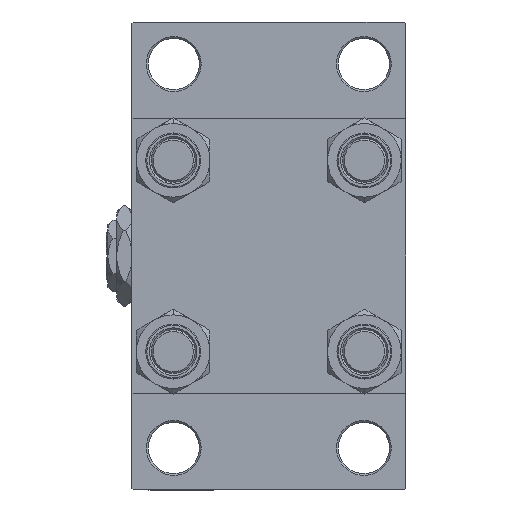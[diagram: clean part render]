
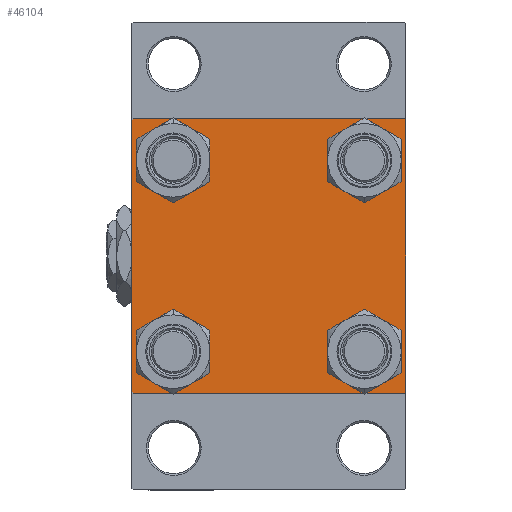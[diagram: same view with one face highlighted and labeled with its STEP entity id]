
A CAD part, left-side view. The second image highlights one B-rep face of the part: STEP entity #46104.
In plain terms, the highlighted planar face has unit normal (-1, 0, 0).
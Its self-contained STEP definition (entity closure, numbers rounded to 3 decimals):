
#472 = DIRECTION ( 'NONE',  ( 1., 0., 0. ) ) ;
#669 = DIRECTION ( 'NONE',  ( 0., -0.707, 0.707 ) ) ;
#986 = DIRECTION ( 'NONE',  ( 0., -0.707, -0.707 ) ) ;
#1210 = ORIENTED_EDGE ( 'NONE', *, *, #13107, .T. ) ;
#1530 = VERTEX_POINT ( 'NONE', #24104 ) ;
#1908 = LINE ( 'NONE', #46807, #4999 ) ;
#2331 = EDGE_CURVE ( 'NONE', #43057, #1530, #27199, .T. ) ;
#2828 = CIRCLE ( 'NONE', #18028, 6.5 ) ;
#2934 = LINE ( 'NONE', #45041, #8423 ) ;
#3063 = DIRECTION ( 'NONE',  ( 0., 0., 1. ) ) ;
#3408 = ORIENTED_EDGE ( 'NONE', *, *, #27986, .T. ) ;
#3661 = DIRECTION ( 'NONE',  ( 0., 0., -1. ) ) ;
#3726 = CARTESIAN_POINT ( 'NONE',  ( 0., -37.25, -37.25 ) ) ;
#3753 = EDGE_CURVE ( 'NONE', #23256, #44276, #11140, .T. ) ;
#3859 = CARTESIAN_POINT ( 'NONE',  ( 0., 37.5, 37.5 ) ) ;
#4270 = VERTEX_POINT ( 'NONE', #43721 ) ;
#4393 = VECTOR ( 'NONE', #33676, 1000. ) ;
#4742 = DIRECTION ( 'NONE',  ( 0., 0., 1. ) ) ;
#4908 = VERTEX_POINT ( 'NONE', #17704 ) ;
#4999 = VECTOR ( 'NONE', #43279, 1000. ) ;
#5390 = ORIENTED_EDGE ( 'NONE', *, *, #20530, .T. ) ;
#5601 = AXIS2_PLACEMENT_3D ( 'NONE', #47805, #36266, #17215 ) ;
#5854 = DIRECTION ( 'NONE',  ( 1., 0., 0. ) ) ;
#5975 = ORIENTED_EDGE ( 'NONE', *, *, #2331, .T. ) ;
#7609 = LINE ( 'NONE', #3859, #4393 ) ;
#7620 = CARTESIAN_POINT ( 'NONE',  ( 0., 26.15, -32.65 ) ) ;
#7716 = CARTESIAN_POINT ( 'NONE',  ( 0., -37.25, 37.25 ) ) ;
#8241 = EDGE_CURVE ( 'NONE', #42613, #11745, #49027, .T. ) ;
#8264 = VECTOR ( 'NONE', #669, 1000. ) ;
#8423 = VECTOR ( 'NONE', #18226, 1000. ) ;
#9222 = AXIS2_PLACEMENT_3D ( 'NONE', #49196, #22106, #3063 ) ;
#9286 = VERTEX_POINT ( 'NONE', #44212 ) ;
#9905 = ORIENTED_EDGE ( 'NONE', *, *, #3753, .T. ) ;
#10271 = VERTEX_POINT ( 'NONE', #22815 ) ;
#10538 = CARTESIAN_POINT ( 'NONE',  ( 0., 37.5, -37. ) ) ;
#10892 = CIRCLE ( 'NONE', #38890, 6.5 ) ;
#11140 = LINE ( 'NONE', #26421, #38368 ) ;
#11167 = CARTESIAN_POINT ( 'NONE',  ( 0., -37.5, 37.5 ) ) ;
#11455 = CARTESIAN_POINT ( 'NONE',  ( 0., 37., -37.5 ) ) ;
#11467 = ORIENTED_EDGE ( 'NONE', *, *, #21273, .T. ) ;
#11745 = VERTEX_POINT ( 'NONE', #32012 ) ;
#12063 = EDGE_LOOP ( 'NONE', ( #27449, #38283 ) ) ;
#13070 = CARTESIAN_POINT ( 'NONE',  ( 0., 37., 37.5 ) ) ;
#13107 = EDGE_CURVE ( 'NONE', #30667, #11745, #34767, .T. ) ;
#14080 = FACE_BOUND ( 'NONE', #28880, .T. ) ;
#15439 = DIRECTION ( 'NONE',  ( 1., 0., 0. ) ) ;
#15682 = DIRECTION ( 'NONE',  ( 0., 0., 1. ) ) ;
#15724 = ORIENTED_EDGE ( 'NONE', *, *, #36256, .T. ) ;
#15726 = LINE ( 'NONE', #7716, #22645 ) ;
#15770 = VERTEX_POINT ( 'NONE', #22316 ) ;
#15822 = VERTEX_POINT ( 'NONE', #10538 ) ;
#16521 = CARTESIAN_POINT ( 'NONE',  ( 0., 37.25, -37.25 ) ) ;
#16629 = DIRECTION ( 'NONE',  ( 0., 0., 1. ) ) ;
#17215 = DIRECTION ( 'NONE',  ( 0., 0., 1. ) ) ;
#17340 = FACE_BOUND ( 'NONE', #12063, .T. ) ;
#17704 = CARTESIAN_POINT ( 'NONE',  ( 0., 26.15, -19.65 ) ) ;
#18028 = AXIS2_PLACEMENT_3D ( 'NONE', #21918, #37213, #18168 ) ;
#18168 = DIRECTION ( 'NONE',  ( 0., 0., 1. ) ) ;
#18226 = DIRECTION ( 'NONE',  ( 0., -1., 0. ) ) ;
#19231 = VERTEX_POINT ( 'NONE', #24288 ) ;
#20295 = EDGE_CURVE ( 'NONE', #23256, #9286, #2934, .T. ) ;
#20530 = EDGE_CURVE ( 'NONE', #4908, #29460, #37253, .T. ) ;
#20827 = EDGE_LOOP ( 'NONE', ( #15724, #28687, #36000, #1210, #33356, #3408, #38927, #9905 ) ) ;
#21103 = CARTESIAN_POINT ( 'NONE',  ( 0., 0., 0. ) ) ;
#21262 = CIRCLE ( 'NONE', #47715, 6.5 ) ;
#21273 = EDGE_CURVE ( 'NONE', #29460, #4908, #21262, .T. ) ;
#21734 = VECTOR ( 'NONE', #3661, 1000. ) ;
#21802 = DIRECTION ( 'NONE',  ( 1., 0., 0. ) ) ;
#21918 = CARTESIAN_POINT ( 'NONE',  ( 0., 26.15, 26.15 ) ) ;
#22106 = DIRECTION ( 'NONE',  ( 1., 0., 0. ) ) ;
#22158 = EDGE_CURVE ( 'NONE', #19231, #15770, #10892, .T. ) ;
#22316 = CARTESIAN_POINT ( 'NONE',  ( 0., -26.15, -19.65 ) ) ;
#22645 = VECTOR ( 'NONE', #42799, 1000. ) ;
#22815 = CARTESIAN_POINT ( 'NONE',  ( 0., -26.15, 32.65 ) ) ;
#23256 = VERTEX_POINT ( 'NONE', #13070 ) ;
#24104 = CARTESIAN_POINT ( 'NONE',  ( 0., 26.15, 32.65 ) ) ;
#24273 = CARTESIAN_POINT ( 'NONE',  ( 0., -26.15, 26.15 ) ) ;
#24288 = CARTESIAN_POINT ( 'NONE',  ( 0., -26.15, -32.65 ) ) ;
#25935 = CIRCLE ( 'NONE', #38742, 6.5 ) ;
#26315 = AXIS2_PLACEMENT_3D ( 'NONE', #21103, #36883, #48170 ) ;
#26421 = CARTESIAN_POINT ( 'NONE',  ( 0., 37.25, 37.25 ) ) ;
#26926 = EDGE_CURVE ( 'NONE', #48501, #30667, #1908, .T. ) ;
#27199 = CIRCLE ( 'NONE', #5601, 6.5 ) ;
#27449 = ORIENTED_EDGE ( 'NONE', *, *, #31965, .T. ) ;
#27986 = EDGE_CURVE ( 'NONE', #42613, #9286, #15726, .T. ) ;
#28379 = FACE_BOUND ( 'NONE', #39484, .T. ) ;
#28554 = LINE ( 'NONE', #16521, #32358 ) ;
#28687 = ORIENTED_EDGE ( 'NONE', *, *, #35453, .T. ) ;
#28764 = EDGE_LOOP ( 'NONE', ( #40782, #5975 ) ) ;
#28880 = EDGE_LOOP ( 'NONE', ( #5390, #11467 ) ) ;
#29460 = VERTEX_POINT ( 'NONE', #7620 ) ;
#30667 = VERTEX_POINT ( 'NONE', #47400 ) ;
#30841 = AXIS2_PLACEMENT_3D ( 'NONE', #45784, #15439, #15682 ) ;
#30853 = CARTESIAN_POINT ( 'NONE',  ( 0., -37.5, 37. ) ) ;
#30935 = DIRECTION ( 'NONE',  ( 0., 0., 1. ) ) ;
#31163 = DIRECTION ( 'NONE',  ( 0., 0.707, -0.707 ) ) ;
#31965 = EDGE_CURVE ( 'NONE', #10271, #4270, #33984, .T. ) ;
#32012 = CARTESIAN_POINT ( 'NONE',  ( 0., -37.5, -37. ) ) ;
#32358 = VECTOR ( 'NONE', #986, 1000. ) ;
#32868 = PLANE ( 'NONE',  #26315 ) ;
#33356 = ORIENTED_EDGE ( 'NONE', *, *, #8241, .F. ) ;
#33676 = DIRECTION ( 'NONE',  ( 0., 0., -1. ) ) ;
#33984 = CIRCLE ( 'NONE', #34759, 6.5 ) ;
#34436 = EDGE_CURVE ( 'NONE', #4270, #10271, #25935, .T. ) ;
#34759 = AXIS2_PLACEMENT_3D ( 'NONE', #24273, #472, #4742 ) ;
#34767 = LINE ( 'NONE', #3726, #8264 ) ;
#35060 = ORIENTED_EDGE ( 'NONE', *, *, #37370, .T. ) ;
#35453 = EDGE_CURVE ( 'NONE', #15822, #48501, #28554, .T. ) ;
#36000 = ORIENTED_EDGE ( 'NONE', *, *, #26926, .T. ) ;
#36256 = EDGE_CURVE ( 'NONE', #44276, #15822, #7609, .T. ) ;
#36266 = DIRECTION ( 'NONE',  ( 1., 0., 0. ) ) ;
#36652 = CARTESIAN_POINT ( 'NONE',  ( 0., 37.5, 37. ) ) ;
#36883 = DIRECTION ( 'NONE',  ( -1., 0., 0. ) ) ;
#37169 = EDGE_CURVE ( 'NONE', #1530, #43057, #2828, .T. ) ;
#37213 = DIRECTION ( 'NONE',  ( 1., 0., 0. ) ) ;
#37253 = CIRCLE ( 'NONE', #30841, 6.5 ) ;
#37370 = EDGE_CURVE ( 'NONE', #15770, #19231, #40467, .T. ) ;
#37838 = DIRECTION ( 'NONE',  ( 0., 0., 1. ) ) ;
#38283 = ORIENTED_EDGE ( 'NONE', *, *, #34436, .T. ) ;
#38368 = VECTOR ( 'NONE', #31163, 1000. ) ;
#38742 = AXIS2_PLACEMENT_3D ( 'NONE', #40864, #21802, #37838 ) ;
#38890 = AXIS2_PLACEMENT_3D ( 'NONE', #47474, #5854, #16629 ) ;
#38927 = ORIENTED_EDGE ( 'NONE', *, *, #20295, .F. ) ;
#39484 = EDGE_LOOP ( 'NONE', ( #35060, #48331 ) ) ;
#39500 = CARTESIAN_POINT ( 'NONE',  ( 0., 26.15, 19.65 ) ) ;
#40158 = FACE_BOUND ( 'NONE', #28764, .T. ) ;
#40467 = CIRCLE ( 'NONE', #9222, 6.5 ) ;
#40782 = ORIENTED_EDGE ( 'NONE', *, *, #37169, .T. ) ;
#40864 = CARTESIAN_POINT ( 'NONE',  ( 0., -26.15, 26.15 ) ) ;
#42231 = DIRECTION ( 'NONE',  ( 1., 0., 0. ) ) ;
#42613 = VERTEX_POINT ( 'NONE', #30853 ) ;
#42799 = DIRECTION ( 'NONE',  ( 0., 0.707, 0.707 ) ) ;
#43057 = VERTEX_POINT ( 'NONE', #39500 ) ;
#43279 = DIRECTION ( 'NONE',  ( 0., -1., 0. ) ) ;
#43721 = CARTESIAN_POINT ( 'NONE',  ( 0., -26.15, 19.65 ) ) ;
#44212 = CARTESIAN_POINT ( 'NONE',  ( 0., -37., 37.5 ) ) ;
#44276 = VERTEX_POINT ( 'NONE', #36652 ) ;
#44659 = FACE_OUTER_BOUND ( 'NONE', #20827, .T. ) ;
#45041 = CARTESIAN_POINT ( 'NONE',  ( 0., 37.5, 37.5 ) ) ;
#45784 = CARTESIAN_POINT ( 'NONE',  ( 0., 26.15, -26.15 ) ) ;
#45993 = CARTESIAN_POINT ( 'NONE',  ( 0., 26.15, -26.15 ) ) ;
#46104 = ADVANCED_FACE ( 'NONE', ( #17340, #28379, #14080, #40158, #44659 ), #32868, .T. ) ;
#46807 = CARTESIAN_POINT ( 'NONE',  ( 0., 37.5, -37.5 ) ) ;
#47400 = CARTESIAN_POINT ( 'NONE',  ( 0., -37., -37.5 ) ) ;
#47474 = CARTESIAN_POINT ( 'NONE',  ( 0., -26.15, -26.15 ) ) ;
#47715 = AXIS2_PLACEMENT_3D ( 'NONE', #45993, #42231, #30935 ) ;
#47805 = CARTESIAN_POINT ( 'NONE',  ( 0., 26.15, 26.15 ) ) ;
#48170 = DIRECTION ( 'NONE',  ( 0., 0., 1. ) ) ;
#48331 = ORIENTED_EDGE ( 'NONE', *, *, #22158, .T. ) ;
#48501 = VERTEX_POINT ( 'NONE', #11455 ) ;
#49027 = LINE ( 'NONE', #11167, #21734 ) ;
#49196 = CARTESIAN_POINT ( 'NONE',  ( 0., -26.15, -26.15 ) ) ;
